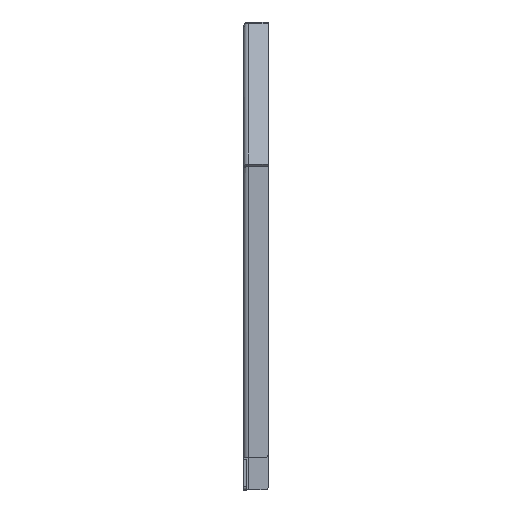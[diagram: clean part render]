
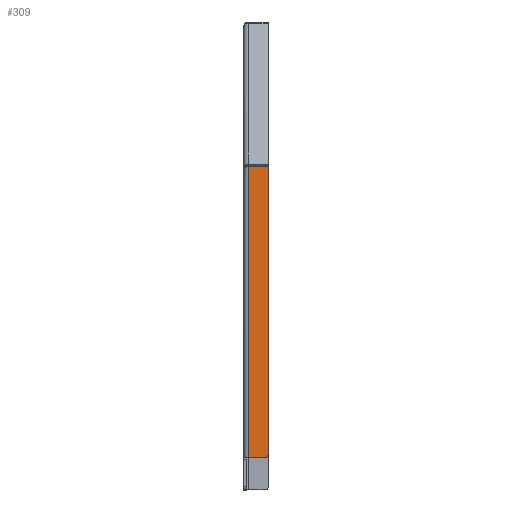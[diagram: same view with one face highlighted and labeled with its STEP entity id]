
A CAD part, left-side view. The second image highlights one B-rep face of the part: STEP entity #309.
In plain terms, the highlighted planar face has unit normal (-1, 0, 0).
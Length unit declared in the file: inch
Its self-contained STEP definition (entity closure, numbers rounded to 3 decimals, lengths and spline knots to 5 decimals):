
#12 = DIRECTION ( 'NONE',  ( -1., 0., 0. ) ) ;
#24 = CARTESIAN_POINT ( 'NONE',  ( -10.1455, -0.43083, 0.55 ) ) ;
#139 = ORIENTED_EDGE ( 'NONE', *, *, #1389, .T. ) ;
#180 = DIRECTION ( 'NONE',  ( 0., 1., 0. ) ) ;
#286 = CARTESIAN_POINT ( 'NONE',  ( -10.1455, -0.03, 6.46433 ) ) ;
#303 = VERTEX_POINT ( 'NONE', #975 ) ;
#309 = ADVANCED_FACE ( 'NONE', ( #856 ), #1399, .F. ) ;
#345 = EDGE_CURVE ( 'NONE', #398, #303, #1712, .T. ) ;
#398 = VERTEX_POINT ( 'NONE', #286 ) ;
#498 = EDGE_LOOP ( 'NONE', ( #1660, #649, #139, #611, #735 ) ) ;
#501 = CARTESIAN_POINT ( 'NONE',  ( -10.1455, -0.43083, 6.46975 ) ) ;
#611 = ORIENTED_EDGE ( 'NONE', *, *, #345, .F. ) ;
#649 = ORIENTED_EDGE ( 'NONE', *, *, #785, .T. ) ;
#680 = CARTESIAN_POINT ( 'NONE',  ( -10.1455, -0.03, 0.55 ) ) ;
#735 = ORIENTED_EDGE ( 'NONE', *, *, #2532, .F. ) ;
#779 = CARTESIAN_POINT ( 'NONE',  ( -10.1455, -0.36833, 0.6125 ) ) ;
#785 = EDGE_CURVE ( 'NONE', #2175, #1540, #1045, .T. ) ;
#791 = CARTESIAN_POINT ( 'NONE',  ( -10.1455, 0., 0. ) ) ;
#823 = CARTESIAN_POINT ( 'NONE',  ( -10.1455, -0.36833, 0.55 ) ) ;
#856 = FACE_OUTER_BOUND ( 'NONE', #498, .T. ) ;
#975 = CARTESIAN_POINT ( 'NONE',  ( -10.1455, -0.43083, 6.46433 ) ) ;
#1045 = CIRCLE ( 'NONE', #1785, 0.0625 ) ;
#1069 = DIRECTION ( 'NONE',  ( 0., 0., 1. ) ) ;
#1214 = DIRECTION ( 'NONE',  ( 0., -1., 0. ) ) ;
#1308 = VECTOR ( 'NONE', #1214, 39.37008 ) ;
#1389 = EDGE_CURVE ( 'NONE', #1540, #303, #2289, .T. ) ;
#1399 = PLANE ( 'NONE',  #1524 ) ;
#1402 = VECTOR ( 'NONE', #1433, 39.37008 ) ;
#1412 = VERTEX_POINT ( 'NONE', #680 ) ;
#1433 = DIRECTION ( 'NONE',  ( 0., -1., 0. ) ) ;
#1524 = AXIS2_PLACEMENT_3D ( 'NONE', #791, #1594, #1793 ) ;
#1540 = VERTEX_POINT ( 'NONE', #2140 ) ;
#1594 = DIRECTION ( 'NONE',  ( 1., 0., 0. ) ) ;
#1660 = ORIENTED_EDGE ( 'NONE', *, *, #1791, .T. ) ;
#1712 = LINE ( 'NONE', #2029, #1402 ) ;
#1762 = LINE ( 'NONE', #2472, #2225 ) ;
#1764 = VECTOR ( 'NONE', #1890, 39.37008 ) ;
#1785 = AXIS2_PLACEMENT_3D ( 'NONE', #779, #12, #180 ) ;
#1791 = EDGE_CURVE ( 'NONE', #1412, #2175, #1854, .T. ) ;
#1793 = DIRECTION ( 'NONE',  ( 0., 1., 0. ) ) ;
#1854 = LINE ( 'NONE', #24, #1308 ) ;
#1890 = DIRECTION ( 'NONE',  ( 0., 0., 1. ) ) ;
#2029 = CARTESIAN_POINT ( 'NONE',  ( -10.1455, 0., 6.46433 ) ) ;
#2140 = CARTESIAN_POINT ( 'NONE',  ( -10.1455, -0.43083, 0.6125 ) ) ;
#2175 = VERTEX_POINT ( 'NONE', #823 ) ;
#2225 = VECTOR ( 'NONE', #1069, 39.37008 ) ;
#2289 = LINE ( 'NONE', #501, #1764 ) ;
#2472 = CARTESIAN_POINT ( 'NONE',  ( -10.1455, -0.03, 0. ) ) ;
#2532 = EDGE_CURVE ( 'NONE', #1412, #398, #1762, .T. ) ;
